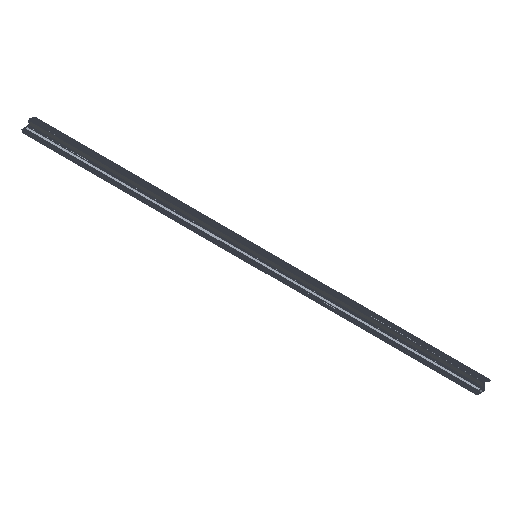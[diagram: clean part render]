
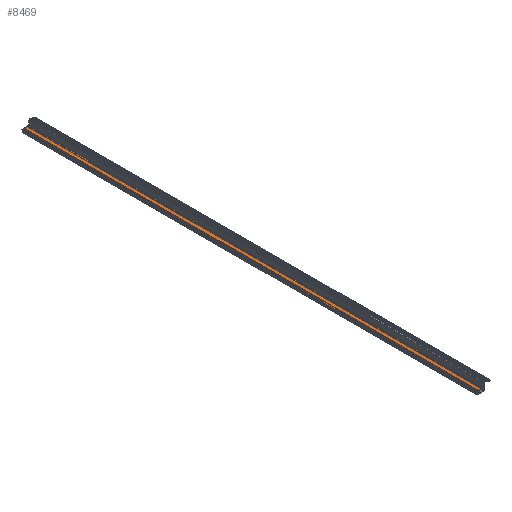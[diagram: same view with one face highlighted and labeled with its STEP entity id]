
A CAD part, isometric view. The second image highlights one B-rep face of the part: STEP entity #8469.
In plain terms, the highlighted planar face has unit normal (0, 0, 1).
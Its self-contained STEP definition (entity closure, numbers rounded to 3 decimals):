
#72 = CARTESIAN_POINT ( 'NONE',  ( 93.359, 1250., 127.773 ) ) ;
#297 = DIRECTION ( 'NONE',  ( 0., -1., 0. ) ) ;
#840 = LINE ( 'NONE', #5110, #2078 ) ;
#903 = ORIENTED_EDGE ( 'NONE', *, *, #2758, .F. ) ;
#1202 = DIRECTION ( 'NONE',  ( 0., -1., 0. ) ) ;
#1224 = ORIENTED_EDGE ( 'NONE', *, *, #1412, .T. ) ;
#1249 = DIRECTION ( 'NONE',  ( 1., 0., 0. ) ) ;
#1298 = AXIS2_PLACEMENT_3D ( 'NONE', #7646, #3242, #6907 ) ;
#1412 = EDGE_CURVE ( 'NONE', #3900, #4094, #5674, .T. ) ;
#1997 = EDGE_CURVE ( 'NONE', #4660, #4094, #840, .T. ) ;
#2078 = VECTOR ( 'NONE', #297, 1000. ) ;
#2402 = ORIENTED_EDGE ( 'NONE', *, *, #1997, .F. ) ;
#2690 = CARTESIAN_POINT ( 'NONE',  ( 93.359, -1250., 127.773 ) ) ;
#2758 = EDGE_CURVE ( 'NONE', #5301, #4660, #4241, .T. ) ;
#2979 = VECTOR ( 'NONE', #1249, 1000. ) ;
#2995 = ORIENTED_EDGE ( 'NONE', *, *, #6796, .T. ) ;
#3060 = CARTESIAN_POINT ( 'NONE',  ( 58.059, 1250., 127.773 ) ) ;
#3207 = VECTOR ( 'NONE', #1202, 1000. ) ;
#3242 = DIRECTION ( 'NONE',  ( 0., 0., -1. ) ) ;
#3900 = VERTEX_POINT ( 'NONE', #4600 ) ;
#4094 = VERTEX_POINT ( 'NONE', #2690 ) ;
#4241 = LINE ( 'NONE', #72, #2979 ) ;
#4600 = CARTESIAN_POINT ( 'NONE',  ( 58.059, -1250., 127.773 ) ) ;
#4660 = VERTEX_POINT ( 'NONE', #8766 ) ;
#5110 = CARTESIAN_POINT ( 'NONE',  ( 93.359, 1250., 127.773 ) ) ;
#5301 = VERTEX_POINT ( 'NONE', #3060 ) ;
#5331 = VECTOR ( 'NONE', #5586, 1000. ) ;
#5586 = DIRECTION ( 'NONE',  ( 1., 0., 0. ) ) ;
#5632 = CARTESIAN_POINT ( 'NONE',  ( 93.359, -1250., 127.773 ) ) ;
#5674 = LINE ( 'NONE', #5632, #5331 ) ;
#6256 = PLANE ( 'NONE',  #1298 ) ;
#6796 = EDGE_CURVE ( 'NONE', #5301, #3900, #9022, .T. ) ;
#6907 = DIRECTION ( 'NONE',  ( -1., 0., 0. ) ) ;
#7646 = CARTESIAN_POINT ( 'NONE',  ( 93.359, 1250., 127.773 ) ) ;
#7931 = EDGE_LOOP ( 'NONE', ( #1224, #2402, #903, #2995 ) ) ;
#8469 = ADVANCED_FACE ( 'NONE', ( #8994 ), #6256, .F. ) ;
#8766 = CARTESIAN_POINT ( 'NONE',  ( 93.359, 1250., 127.773 ) ) ;
#8977 = CARTESIAN_POINT ( 'NONE',  ( 58.059, 1250., 127.773 ) ) ;
#8994 = FACE_OUTER_BOUND ( 'NONE', #7931, .T. ) ;
#9022 = LINE ( 'NONE', #8977, #3207 ) ;
